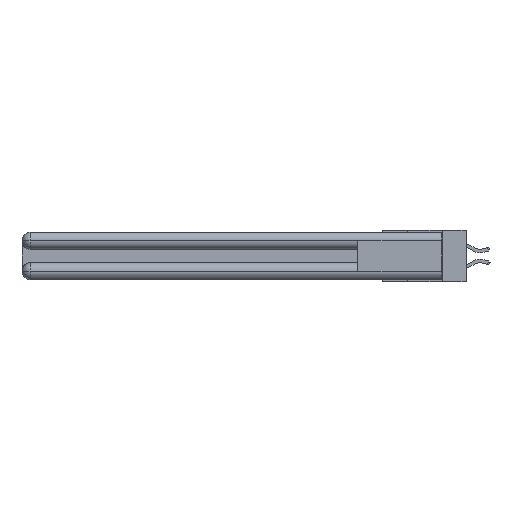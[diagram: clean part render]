
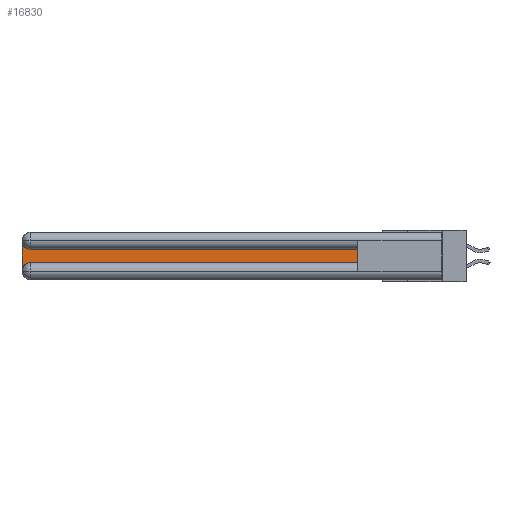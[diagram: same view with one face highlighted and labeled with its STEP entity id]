
A CAD part, left-side view. The second image highlights one B-rep face of the part: STEP entity #16830.
In plain terms, the highlighted planar face has unit normal (-1, 0, 0).
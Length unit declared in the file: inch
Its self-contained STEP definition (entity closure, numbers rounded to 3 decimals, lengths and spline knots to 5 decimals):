
#419 = VERTEX_POINT ( 'NONE', #2613 ) ;
#478 = CARTESIAN_POINT ( 'NONE',  ( 0.075, 0.6, -0.1225 ) ) ;
#805 = DIRECTION ( 'NONE',  ( 0., -1., 0. ) ) ;
#965 = EDGE_CURVE ( 'NONE', #22956, #23289, #4995, .T. ) ;
#1057 = CARTESIAN_POINT ( 'NONE',  ( 0.075, 2.94, -0.1225 ) ) ;
#1492 = DIRECTION ( 'NONE',  ( 0., 1., 0. ) ) ;
#2533 = VERTEX_POINT ( 'NONE', #5115 ) ;
#2613 = CARTESIAN_POINT ( 'NONE',  ( 0.075, 3., -0.0625 ) ) ;
#2713 = DIRECTION ( 'NONE',  ( 0., 0., -1. ) ) ;
#3373 = AXIS2_PLACEMENT_3D ( 'NONE', #15745, #18048, #20325 ) ;
#4070 = VECTOR ( 'NONE', #16102, 39.37008 ) ;
#4949 = ORIENTED_EDGE ( 'NONE', *, *, #23763, .T. ) ;
#4980 = CARTESIAN_POINT ( 'NONE',  ( 0.075, 2.94, -0.0625 ) ) ;
#4995 = LINE ( 'NONE', #29238, #9660 ) ;
#5115 = CARTESIAN_POINT ( 'NONE',  ( 0.075, 0.6, -0.2175 ) ) ;
#5434 = EDGE_LOOP ( 'NONE', ( #15771, #25889, #25743, #11198, #4949, #10366 ) ) ;
#5674 = CARTESIAN_POINT ( 'NONE',  ( 0.075, 2.94, -0.2175 ) ) ;
#7018 = VERTEX_POINT ( 'NONE', #8780 ) ;
#7299 = DIRECTION ( 'NONE',  ( 1., 0., 0. ) ) ;
#7779 = LINE ( 'NONE', #23774, #21417 ) ;
#8375 = LINE ( 'NONE', #18791, #4070 ) ;
#8418 = FACE_OUTER_BOUND ( 'NONE', #5434, .T. ) ;
#8613 = PLANE ( 'NONE',  #3373 ) ;
#8780 = CARTESIAN_POINT ( 'NONE',  ( 0.075, 3., -0.2775 ) ) ;
#8877 = EDGE_CURVE ( 'NONE', #2533, #22956, #8375, .T. ) ;
#9660 = VECTOR ( 'NONE', #1492, 39.37008 ) ;
#9978 = EDGE_CURVE ( 'NONE', #23289, #419, #10504, .T. ) ;
#10195 = VECTOR ( 'NONE', #27012, 39.37008 ) ;
#10366 = ORIENTED_EDGE ( 'NONE', *, *, #8877, .T. ) ;
#10504 = CIRCLE ( 'NONE', #18075, 0.06 ) ;
#11198 = ORIENTED_EDGE ( 'NONE', *, *, #22693, .T. ) ;
#11922 = DIRECTION ( 'NONE',  ( 0., 0., -1. ) ) ;
#15268 = CARTESIAN_POINT ( 'NONE',  ( 0.075, 3., -0.2175 ) ) ;
#15745 = CARTESIAN_POINT ( 'NONE',  ( 0.075, 3., -0.1225 ) ) ;
#15771 = ORIENTED_EDGE ( 'NONE', *, *, #965, .T. ) ;
#16102 = DIRECTION ( 'NONE',  ( 0., 0., 1. ) ) ;
#16459 = CARTESIAN_POINT ( 'NONE',  ( 0.075, 2.94, -0.2775 ) ) ;
#16830 = ADVANCED_FACE ( 'NONE', ( #8418 ), #8613, .F. ) ;
#17499 = CIRCLE ( 'NONE', #26548, 0.06 ) ;
#18048 = DIRECTION ( 'NONE',  ( 1., 0., 0. ) ) ;
#18075 = AXIS2_PLACEMENT_3D ( 'NONE', #4980, #7299, #11922 ) ;
#18791 = CARTESIAN_POINT ( 'NONE',  ( 0.075, 0.6, -0.2175 ) ) ;
#18985 = EDGE_CURVE ( 'NONE', #419, #7018, #28143, .T. ) ;
#20325 = DIRECTION ( 'NONE',  ( 0., 0., -1. ) ) ;
#21417 = VECTOR ( 'NONE', #805, 39.37008 ) ;
#22064 = VERTEX_POINT ( 'NONE', #5674 ) ;
#22693 = EDGE_CURVE ( 'NONE', #7018, #22064, #17499, .T. ) ;
#22956 = VERTEX_POINT ( 'NONE', #478 ) ;
#23289 = VERTEX_POINT ( 'NONE', #1057 ) ;
#23763 = EDGE_CURVE ( 'NONE', #22064, #2533, #7779, .T. ) ;
#23774 = CARTESIAN_POINT ( 'NONE',  ( 0.075, 0.6, -0.2175 ) ) ;
#25743 = ORIENTED_EDGE ( 'NONE', *, *, #18985, .T. ) ;
#25889 = ORIENTED_EDGE ( 'NONE', *, *, #9978, .T. ) ;
#26009 = DIRECTION ( 'NONE',  ( 1., 0., 0. ) ) ;
#26548 = AXIS2_PLACEMENT_3D ( 'NONE', #16459, #26009, #2713 ) ;
#27012 = DIRECTION ( 'NONE',  ( 0., 0., -1. ) ) ;
#28143 = LINE ( 'NONE', #15268, #10195 ) ;
#29238 = CARTESIAN_POINT ( 'NONE',  ( 0.075, 0.6, -0.1225 ) ) ;
